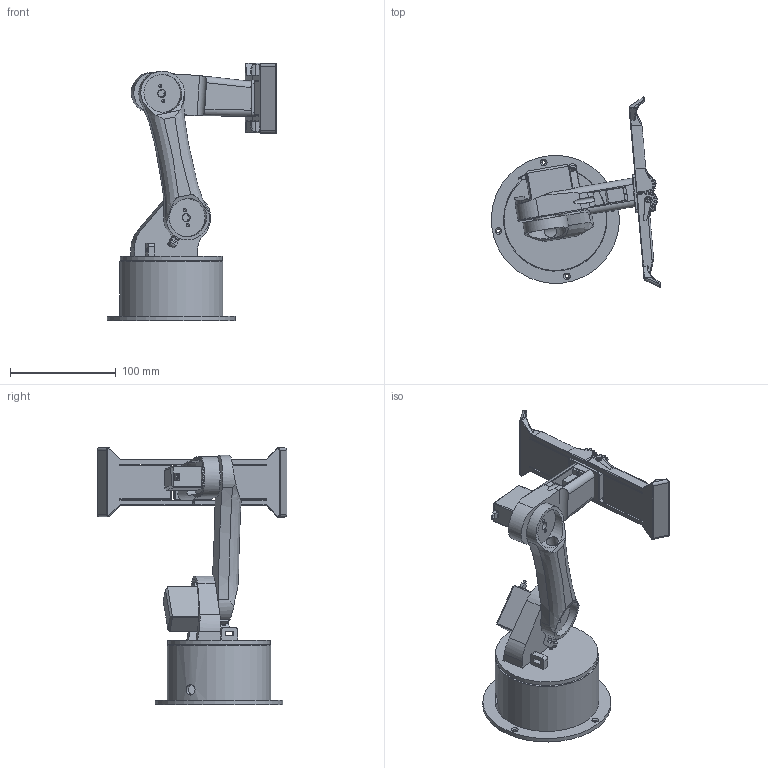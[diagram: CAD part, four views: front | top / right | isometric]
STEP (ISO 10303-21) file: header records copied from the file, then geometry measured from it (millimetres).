
FILE_DESCRIPTION(/* description */ (''),/* implementation_level */ '2;1');
FILE_NAME(/* name */ 'final robotic arm v1.step',/* time_stamp */ '2024-06-06T16:20:28+05:30',/* author */ (''),/* organization */ (''),/* preprocessor_version */ 'ST-DEVELOPER v20',/* originating_system */ 'Autodesk Translation Framework v13.14.0.145',/* authorisation */ '');
FILE_SCHEMA (('AUTOMOTIVE_DESIGN { 1 0 10303 214 3 1 1 }'));
Length unit declared in the file: millimetre
Products named in the file (13): final robotic arm; Robotic Arm 3D Model; Base; Waist; Arm 01; Servo Motor Micro  9g; Servo Motor MG996R; Arm 02 v3; ASSY-EndEffector_Gripper[1]; servo_SG90; Gripper_Mount; horn.1.1; Arm_Gripper_WIDE
Assembly tree (15 placements, depth 3):
  final robotic arm
    Robotic Arm 3D Model
      Base
      Servo Motor MG996R  x3
      Waist
      Arm 01
      Servo Motor Micro  9g
      Arm 02 v3
    ASSY-EndEffector_Gripper[1]
      Arm_Gripper_WIDE  x2
      servo_SG90
      Gripper_Mount
      horn.1.1
Bounding box: 160.17 x 179.89 x 243.53 mm (x, y, z)
Volume: 451936.4 mm3; surface area: 177867.4 mm2
Topology: 28 solids, 31 shells, 1406 faces, 3633 edges, 2317 vertices
Faces by surface type: plane 517, cylinder 406, bspline 405, torus 42, cone 27, sphere 9
Full cylindrical faces by diameter (mm): 1.2 x3, 1.5 x45, 2 x3, 2.2 x6, 2.5 x8, 2.6 x12, 3 x6, 3.4 x4, 4.6 x1, 4.86 x1, 5 x1, 6 x3, 7 x3, 7.5 x3, 10 x1, 10.7 x3, 11.5 x1, 13 x4, 18 x2, 21 x3, 36 x2, 90 x1, 97 x1, 98 x1, 121.25 x1
Entity records: 39071 total; most frequent: CARTESIAN_POINT 18494, ORIENTED_EDGE 4400, DIRECTION 3769, EDGE_CURVE 2200, VERTEX_POINT 1412, AXIS2_PLACEMENT_3D 1335, LINE 1099, VECTOR 1099
